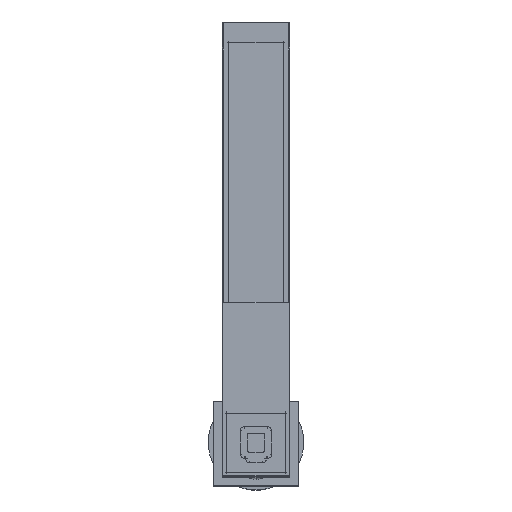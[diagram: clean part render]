
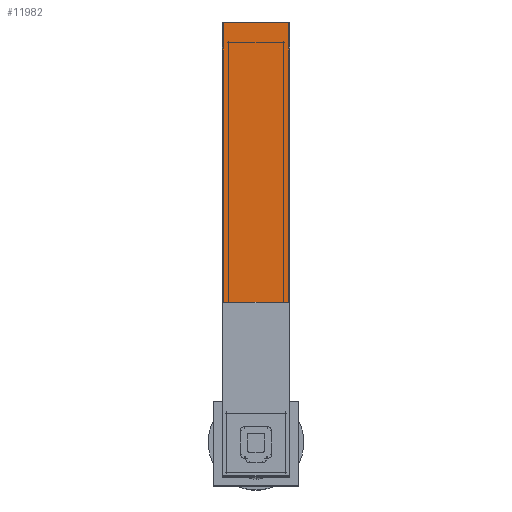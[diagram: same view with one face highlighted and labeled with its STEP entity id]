
A CAD part, top view. The second image highlights one B-rep face of the part: STEP entity #11982.
In plain terms, the highlighted planar face has unit normal (0, 0, 1).
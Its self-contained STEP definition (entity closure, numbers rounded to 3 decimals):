
#3471=LINE('',#60200,#7048);
#3472=LINE('',#60203,#7049);
#3473=LINE('',#60205,#7050);
#3474=LINE('',#60207,#7051);
#7048=VECTOR('',#46230,1.);
#7049=VECTOR('',#46231,1.);
#7050=VECTOR('',#46232,1.);
#7051=VECTOR('',#46233,1.);
#10377=PLANE('',#41013);
#11982=ADVANCED_FACE('',(#14608,#14609),#10377,.F.);
#14608=FACE_BOUND('',#15796,.T.);
#14609=FACE_BOUND('',#15797,.T.);
#15796=EDGE_LOOP('',(#19975));
#15797=EDGE_LOOP('',(#19976,#19977,#19978,#19979));
#19975=ORIENTED_EDGE('',*,*,#33941,.T.);
#19976=ORIENTED_EDGE('',*,*,#33942,.T.);
#19977=ORIENTED_EDGE('',*,*,#33943,.T.);
#19978=ORIENTED_EDGE('',*,*,#33944,.T.);
#19979=ORIENTED_EDGE('',*,*,#33945,.T.);
#29899=VERTEX_POINT('',#60199);
#29900=VERTEX_POINT('',#60201);
#29901=VERTEX_POINT('',#60202);
#29902=VERTEX_POINT('',#60204);
#29903=VERTEX_POINT('',#60206);
#33941=EDGE_CURVE('',#29899,#29899,#38844,.T.);
#33942=EDGE_CURVE('',#29900,#29901,#3471,.T.);
#33943=EDGE_CURVE('',#29901,#29902,#3472,.T.);
#33944=EDGE_CURVE('',#29902,#29903,#3473,.T.);
#33945=EDGE_CURVE('',#29903,#29900,#3474,.T.);
#38844=CIRCLE('',#41012,15.7);
#41012=AXIS2_PLACEMENT_3D('',#60198,#46228,#46229);
#41013=AXIS2_PLACEMENT_3D('',#60208,#46234,#46235);
#46228=DIRECTION('',(0.,0.,-1.));
#46229=DIRECTION('',(-1.,0.,0.));
#46230=DIRECTION('',(0.,1.,0.));
#46231=DIRECTION('',(-1.,0.,0.));
#46232=DIRECTION('',(0.,-1.,0.));
#46233=DIRECTION('',(1.,0.,0.));
#46234=DIRECTION('',(0.,0.,-1.));
#46235=DIRECTION('',(-1.,0.,0.));
#60198=CARTESIAN_POINT('',(-393.969,0.,268.));
#60199=CARTESIAN_POINT('',(-409.669,0.,268.));
#60200=CARTESIAN_POINT('',(-376.969,217.5,268.));
#60201=CARTESIAN_POINT('',(-376.969,-17.,268.));
#60202=CARTESIAN_POINT('',(-376.969,217.,268.));
#60203=CARTESIAN_POINT('',(-376.469,217.,268.));
#60204=CARTESIAN_POINT('',(-410.969,217.,268.));
#60205=CARTESIAN_POINT('',(-410.969,17.5,268.));
#60206=CARTESIAN_POINT('',(-410.969,-17.,268.));
#60207=CARTESIAN_POINT('',(-376.469,-17.,268.));
#60208=CARTESIAN_POINT('',(-376.469,17.5,268.));
